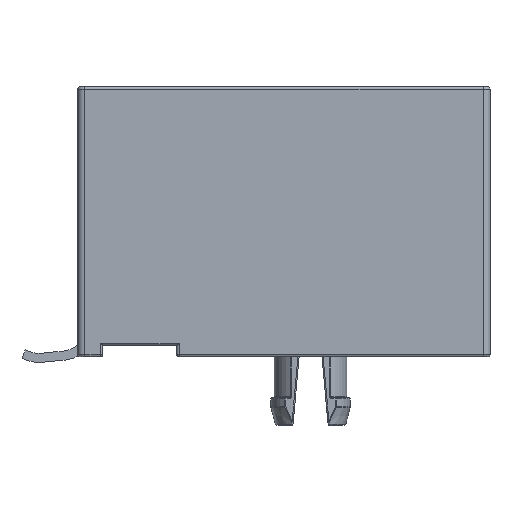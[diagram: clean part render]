
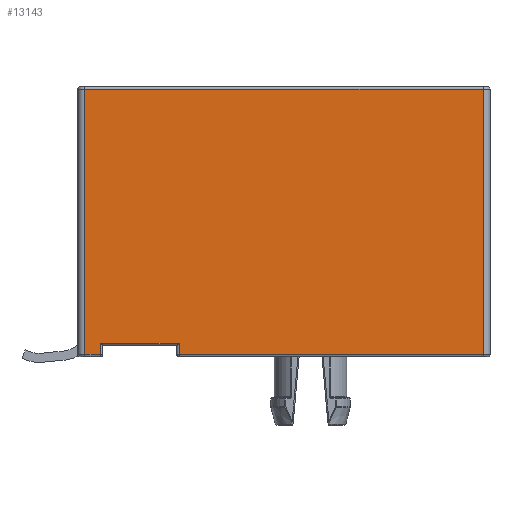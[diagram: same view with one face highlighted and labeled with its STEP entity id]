
A CAD part, left-side view. The second image highlights one B-rep face of the part: STEP entity #13143.
In plain terms, the highlighted planar face has unit normal (-1, 0, 0).
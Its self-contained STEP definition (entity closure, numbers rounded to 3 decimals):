
#1390=FACE_OUTER_BOUND('',#2142,.T.);
#2142=EDGE_LOOP('',(#9949,#9950,#9951,#9952,#9953,#9954,#9955,#9956));
#3176=LINE('',#19885,#4539);
#3195=LINE('',#19953,#4558);
#3196=LINE('',#19957,#4559);
#3197=LINE('',#19959,#4560);
#3198=LINE('',#19961,#4561);
#3199=LINE('',#19963,#4562);
#3200=LINE('',#19965,#4563);
#3201=LINE('',#19966,#4564);
#4539=VECTOR('',#16230,10.);
#4558=VECTOR('',#16299,10.);
#4559=VECTOR('',#16304,10.);
#4560=VECTOR('',#16305,10.);
#4561=VECTOR('',#16306,10.);
#4562=VECTOR('',#16307,10.);
#4563=VECTOR('',#16308,10.);
#4564=VECTOR('',#16309,10.);
#5823=VERTEX_POINT('',#19878);
#5826=VERTEX_POINT('',#19883);
#5850=VERTEX_POINT('',#19952);
#5851=VERTEX_POINT('',#19956);
#5852=VERTEX_POINT('',#19958);
#5853=VERTEX_POINT('',#19960);
#5854=VERTEX_POINT('',#19962);
#5855=VERTEX_POINT('',#19964);
#7287=EDGE_CURVE('',#5826,#5823,#3176,.T.);
#7321=EDGE_CURVE('',#5823,#5850,#3195,.T.);
#7323=EDGE_CURVE('',#5851,#5826,#3196,.T.);
#7324=EDGE_CURVE('',#5852,#5851,#3197,.T.);
#7325=EDGE_CURVE('',#5853,#5852,#3198,.T.);
#7326=EDGE_CURVE('',#5854,#5853,#3199,.T.);
#7327=EDGE_CURVE('',#5855,#5854,#3200,.T.);
#7328=EDGE_CURVE('',#5850,#5855,#3201,.T.);
#9949=ORIENTED_EDGE('',*,*,#7287,.F.);
#9950=ORIENTED_EDGE('',*,*,#7323,.F.);
#9951=ORIENTED_EDGE('',*,*,#7324,.F.);
#9952=ORIENTED_EDGE('',*,*,#7325,.F.);
#9953=ORIENTED_EDGE('',*,*,#7326,.F.);
#9954=ORIENTED_EDGE('',*,*,#7327,.F.);
#9955=ORIENTED_EDGE('',*,*,#7328,.F.);
#9956=ORIENTED_EDGE('',*,*,#7321,.F.);
#12634=PLANE('',#14214);
#13143=ADVANCED_FACE('',(#1390),#12634,.T.);
#14214=AXIS2_PLACEMENT_3D('',#19955,#16302,#16303);
#16230=DIRECTION('',(0.,0.,1.));
#16299=DIRECTION('',(0.,-1.,0.));
#16302=DIRECTION('center_axis',(-1.,0.,0.));
#16303=DIRECTION('ref_axis',(0.,0.,1.));
#16304=DIRECTION('',(0.,1.,0.));
#16305=DIRECTION('',(0.,0.,-1.));
#16306=DIRECTION('',(0.,-1.,0.));
#16307=DIRECTION('',(0.,0.,-1.));
#16308=DIRECTION('',(0.,1.,0.));
#16309=DIRECTION('',(0.,0.,-1.));
#19878=CARTESIAN_POINT('',(-6.605,6.,-0.3));
#19883=CARTESIAN_POINT('',(-6.605,6.,-17.8));
#19885=CARTESIAN_POINT('',(-6.605,6.,0.));
#19952=CARTESIAN_POINT('',(-6.605,-5.65,-0.3));
#19953=CARTESIAN_POINT('',(-6.605,2.875,-0.3));
#19955=CARTESIAN_POINT('Origin',(-6.605,5.75,0.));
#19956=CARTESIAN_POINT('',(-6.605,-5.65,-17.8));
#19957=CARTESIAN_POINT('',(-6.605,2.875,-17.8));
#19958=CARTESIAN_POINT('',(-6.605,-5.65,-17.1));
#19959=CARTESIAN_POINT('',(-6.605,-5.65,0.));
#19960=CARTESIAN_POINT('',(-6.605,-5.15,-17.1));
#19961=CARTESIAN_POINT('',(-6.605,0.,-17.1));
#19962=CARTESIAN_POINT('',(-6.605,-5.15,-13.65));
#19963=CARTESIAN_POINT('',(-6.605,-5.15,-8.5));
#19964=CARTESIAN_POINT('',(-6.605,-5.65,-13.65));
#19965=CARTESIAN_POINT('',(-6.605,0.25,-13.65));
#19966=CARTESIAN_POINT('',(-6.605,-5.65,0.));
